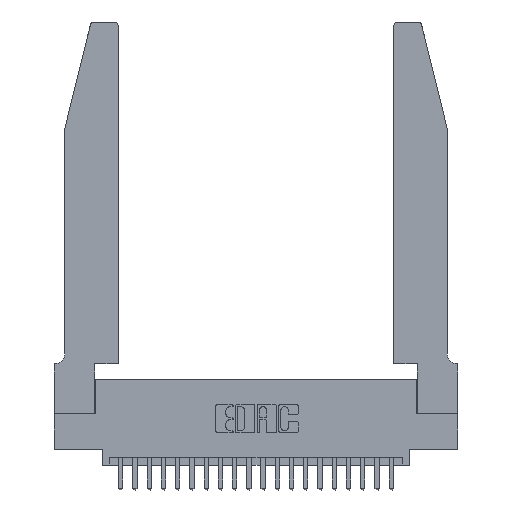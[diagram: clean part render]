
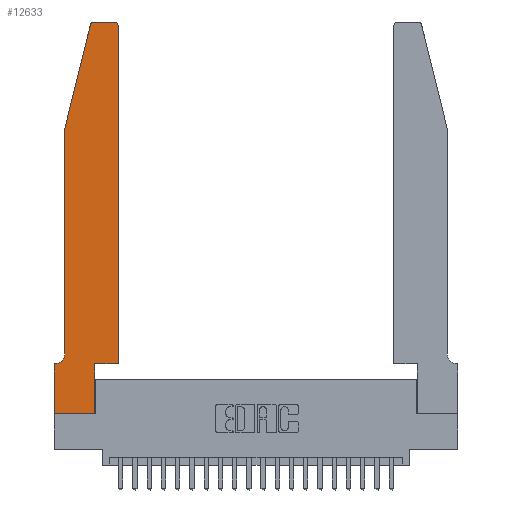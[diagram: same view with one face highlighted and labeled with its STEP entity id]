
A CAD part, top view. The second image highlights one B-rep face of the part: STEP entity #12633.
In plain terms, the highlighted planar face has unit normal (0, 0, 1).
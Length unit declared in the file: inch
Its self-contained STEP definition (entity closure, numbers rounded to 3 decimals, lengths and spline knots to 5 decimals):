
#1496 = LINE ( 'NONE', #13616, #20403 ) ;
#1605 = LINE ( 'NONE', #14689, #15127 ) ;
#2024 = DIRECTION ( 'NONE',  ( 0., -1., 0. ) ) ;
#2618 = CARTESIAN_POINT ( 'NONE',  ( 0.284, 2.75, 0.37 ) ) ;
#3131 = CARTESIAN_POINT ( 'NONE',  ( 0.0055, 0.42, 0.37 ) ) ;
#3133 = CARTESIAN_POINT ( 'NONE',  ( 0.4205, 2.75, 0.37 ) ) ;
#3144 = CARTESIAN_POINT ( 'NONE',  ( 0., 0., 0.37 ) ) ;
#3169 = VERTEX_POINT ( 'NONE', #9018 ) ;
#3505 = CARTESIAN_POINT ( 'NONE',  ( 0.4505, 0.35, 0.37 ) ) ;
#3723 = AXIS2_PLACEMENT_3D ( 'NONE', #9026, #10866, #23473 ) ;
#3952 = DIRECTION ( 'NONE',  ( -1., 0., 0. ) ) ;
#3992 = LINE ( 'NONE', #18103, #6560 ) ;
#4023 = VERTEX_POINT ( 'NONE', #8044 ) ;
#4419 = EDGE_CURVE ( 'NONE', #20094, #4023, #7239, .T. ) ;
#4989 = DIRECTION ( 'NONE',  ( -1., 0., 0. ) ) ;
#5134 = EDGE_CURVE ( 'NONE', #22497, #11227, #11779, .T. ) ;
#5615 = CARTESIAN_POINT ( 'NONE',  ( 0.2865, 0.35, 0.37 ) ) ;
#5618 = CARTESIAN_POINT ( 'NONE',  ( 0.0755, 0.42, 0.37 ) ) ;
#5833 = DIRECTION ( 'NONE',  ( 0., 0., 1. ) ) ;
#5975 = EDGE_CURVE ( 'NONE', #11184, #3169, #9176, .T. ) ;
#6208 = ORIENTED_EDGE ( 'NONE', *, *, #12180, .T. ) ;
#6213 = EDGE_CURVE ( 'NONE', #8691, #11184, #23285, .T. ) ;
#6225 = ORIENTED_EDGE ( 'NONE', *, *, #22924, .T. ) ;
#6321 = EDGE_CURVE ( 'NONE', #11227, #20094, #3992, .T. ) ;
#6560 = VECTOR ( 'NONE', #19912, 39.37008 ) ;
#6851 = CARTESIAN_POINT ( 'NONE',  ( 0.2865, 0., 0.37 ) ) ;
#6967 = CARTESIAN_POINT ( 'NONE',  ( 0.4205, 2.72, 0.37 ) ) ;
#7239 = LINE ( 'NONE', #3505, #21726 ) ;
#7438 = ORIENTED_EDGE ( 'NONE', *, *, #6321, .T. ) ;
#7561 = CARTESIAN_POINT ( 'NONE',  ( 0.2605, 2.75, 0.37 ) ) ;
#7702 = ORIENTED_EDGE ( 'NONE', *, *, #16561, .T. ) ;
#8044 = CARTESIAN_POINT ( 'NONE',  ( 0.4505, 2.72, 0.37 ) ) ;
#8152 = CIRCLE ( 'NONE', #15520, 0.03 ) ;
#8376 = VERTEX_POINT ( 'NONE', #2618 ) ;
#8667 = FACE_OUTER_BOUND ( 'NONE', #22801, .T. ) ;
#8691 = VERTEX_POINT ( 'NONE', #5618 ) ;
#8818 = DIRECTION ( 'NONE',  ( 1., 0., 0. ) ) ;
#9018 = CARTESIAN_POINT ( 'NONE',  ( 0., 0.35, 0.37 ) ) ;
#9026 = CARTESIAN_POINT ( 'NONE',  ( 0., 0.35, 0.37 ) ) ;
#9176 = LINE ( 'NONE', #9877, #18306 ) ;
#9733 = VERTEX_POINT ( 'NONE', #3133 ) ;
#9743 = AXIS2_PLACEMENT_3D ( 'NONE', #3131, #15983, #4989 ) ;
#9877 = CARTESIAN_POINT ( 'NONE',  ( 0.0755, 0.35, 0.37 ) ) ;
#10014 = EDGE_CURVE ( 'NONE', #9733, #8376, #19515, .T. ) ;
#10147 = VECTOR ( 'NONE', #3952, 39.37008 ) ;
#10216 = LINE ( 'NONE', #3144, #23495 ) ;
#10253 = VECTOR ( 'NONE', #2024, 39.37008 ) ;
#10394 = EDGE_CURVE ( 'NONE', #4023, #9733, #8152, .T. ) ;
#10866 = DIRECTION ( 'NONE',  ( 0., 0., 1. ) ) ;
#11184 = VERTEX_POINT ( 'NONE', #15332 ) ;
#11227 = VERTEX_POINT ( 'NONE', #22619 ) ;
#11242 = VERTEX_POINT ( 'NONE', #15498 ) ;
#11779 = LINE ( 'NONE', #5615, #20850 ) ;
#12180 = EDGE_CURVE ( 'NONE', #8376, #11242, #17253, .T. ) ;
#12596 = ORIENTED_EDGE ( 'NONE', *, *, #10014, .T. ) ;
#12633 = ADVANCED_FACE ( 'NONE', ( #8667 ), #18118, .T. ) ;
#13447 = ORIENTED_EDGE ( 'NONE', *, *, #6213, .T. ) ;
#13564 = CARTESIAN_POINT ( 'NONE',  ( 0.4505, 0.35, 0.37 ) ) ;
#13616 = CARTESIAN_POINT ( 'NONE',  ( 0.0755, 2., 0.37 ) ) ;
#13659 = ORIENTED_EDGE ( 'NONE', *, *, #4419, .T. ) ;
#13825 = ORIENTED_EDGE ( 'NONE', *, *, #10394, .T. ) ;
#14142 = DIRECTION ( 'NONE',  ( 0., -1., 0. ) ) ;
#14401 = VERTEX_POINT ( 'NONE', #18616 ) ;
#14689 = CARTESIAN_POINT ( 'NONE',  ( 0., 0., 0.37 ) ) ;
#15127 = VECTOR ( 'NONE', #21920, 39.37008 ) ;
#15235 = ORIENTED_EDGE ( 'NONE', *, *, #5975, .T. ) ;
#15332 = CARTESIAN_POINT ( 'NONE',  ( 0.0055, 0.35, 0.37 ) ) ;
#15498 = CARTESIAN_POINT ( 'NONE',  ( 0.25487, 2.72718, 0.37 ) ) ;
#15520 = AXIS2_PLACEMENT_3D ( 'NONE', #6967, #19723, #8818 ) ;
#15983 = DIRECTION ( 'NONE',  ( 0., 0., -1. ) ) ;
#16054 = EDGE_CURVE ( 'NONE', #17526, #22497, #1605, .T. ) ;
#16561 = EDGE_CURVE ( 'NONE', #3169, #17526, #10216, .T. ) ;
#16812 = CARTESIAN_POINT ( 'NONE',  ( 0.284, 2.72, 0.37 ) ) ;
#16909 = AXIS2_PLACEMENT_3D ( 'NONE', #16812, #5833, #18602 ) ;
#17253 = CIRCLE ( 'NONE', #16909, 0.03 ) ;
#17302 = DIRECTION ( 'NONE',  ( -0.239, -0.971, 0. ) ) ;
#17526 = VERTEX_POINT ( 'NONE', #22664 ) ;
#17989 = ORIENTED_EDGE ( 'NONE', *, *, #5134, .T. ) ;
#18103 = CARTESIAN_POINT ( 'NONE',  ( 0.4505, 0.35, 0.37 ) ) ;
#18118 = PLANE ( 'NONE',  #3723 ) ;
#18306 = VECTOR ( 'NONE', #20775, 39.37008 ) ;
#18384 = DIRECTION ( 'NONE',  ( 0., 1., 0. ) ) ;
#18602 = DIRECTION ( 'NONE',  ( 1., 0., 0. ) ) ;
#18616 = CARTESIAN_POINT ( 'NONE',  ( 0.0755, 2., 0.37 ) ) ;
#19515 = LINE ( 'NONE', #7561, #10147 ) ;
#19723 = DIRECTION ( 'NONE',  ( 0., 0., 1. ) ) ;
#19840 = ORIENTED_EDGE ( 'NONE', *, *, #16054, .T. ) ;
#19873 = DIRECTION ( 'NONE',  ( 0., 1., 0. ) ) ;
#19912 = DIRECTION ( 'NONE',  ( 1., 0., 0. ) ) ;
#19953 = LINE ( 'NONE', #21954, #10253 ) ;
#20005 = EDGE_CURVE ( 'NONE', #14401, #8691, #19953, .T. ) ;
#20094 = VERTEX_POINT ( 'NONE', #13564 ) ;
#20403 = VECTOR ( 'NONE', #17302, 39.37008 ) ;
#20775 = DIRECTION ( 'NONE',  ( -1., 0., 0. ) ) ;
#20850 = VECTOR ( 'NONE', #18384, 39.37008 ) ;
#21203 = ORIENTED_EDGE ( 'NONE', *, *, #20005, .T. ) ;
#21726 = VECTOR ( 'NONE', #19873, 39.37008 ) ;
#21920 = DIRECTION ( 'NONE',  ( 1., 0., 0. ) ) ;
#21954 = CARTESIAN_POINT ( 'NONE',  ( 0.0755, 2., 0.37 ) ) ;
#22497 = VERTEX_POINT ( 'NONE', #6851 ) ;
#22619 = CARTESIAN_POINT ( 'NONE',  ( 0.2865, 0.35, 0.37 ) ) ;
#22664 = CARTESIAN_POINT ( 'NONE',  ( 0., 0., 0.37 ) ) ;
#22801 = EDGE_LOOP ( 'NONE', ( #12596, #6208, #6225, #21203, #13447, #15235, #7702, #19840, #17989, #7438, #13659, #13825 ) ) ;
#22924 = EDGE_CURVE ( 'NONE', #11242, #14401, #1496, .T. ) ;
#23285 = CIRCLE ( 'NONE', #9743, 0.07 ) ;
#23473 = DIRECTION ( 'NONE',  ( 1., 0., 0. ) ) ;
#23495 = VECTOR ( 'NONE', #14142, 39.37008 ) ;
